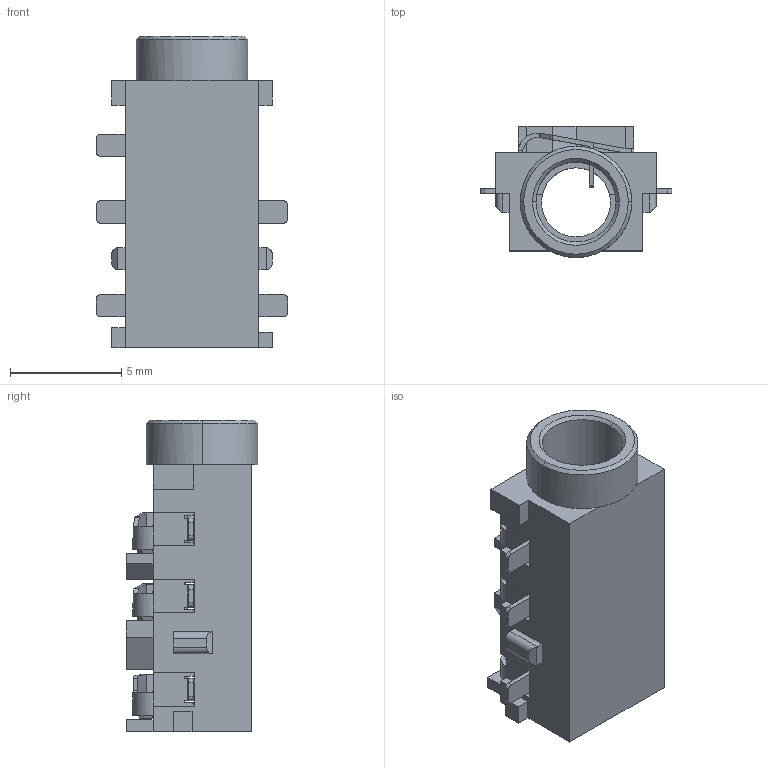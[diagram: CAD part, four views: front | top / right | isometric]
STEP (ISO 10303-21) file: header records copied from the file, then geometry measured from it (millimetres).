
FILE_DESCRIPTION((''),'2;1');
FILE_NAME('SJ-3503-SMT','2015-07-29T',('SYSTEM'),(''),'PRO/ENGINEER BY PARAMETRIC TECHNOLOGY CORPORATION, 2015110','PRO/ENGINEER BY PARAMETRIC TECHNOLOGY CORPORATION, 2015110','');
FILE_SCHEMA(('AUTOMOTIVE_DESIGN { 1 0 10303 214 1 1 1 1 }'));
Length unit declared in the file: millimetre
Products named in the file (1): SJ-3503-SMT
Bounding box: 8.6 x 5.9 x 14 mm (x, y, z)
Volume: 203.8 mm3; surface area: 662.4 mm2
Topology: 6 solids, 6 shells, 346 faces, 997 edges, 661 vertices
Faces by surface type: plane 219, cylinder 123, cone 4
Entity records: 13992 total; most frequent: CARTESIAN_POINT 2322, ORIENTED_EDGE 1994, DIRECTION 1850, EDGE_CURVE 997, VECTOR 704, LINE 704, VERTEX_POINT 661, AXIS2_PLACEMENT_3D 573
